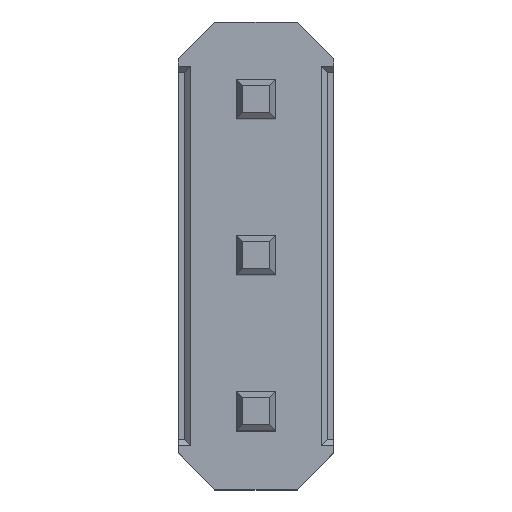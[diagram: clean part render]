
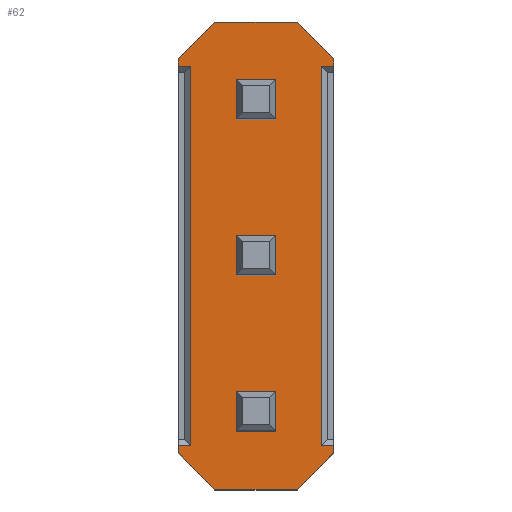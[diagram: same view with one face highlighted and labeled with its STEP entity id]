
A CAD part, top view. The second image highlights one B-rep face of the part: STEP entity #62.
In plain terms, the highlighted planar face has unit normal (0, 0, 1).
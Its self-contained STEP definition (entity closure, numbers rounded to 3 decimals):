
#62=ADVANCED_FACE('',(#750,#752,#754,#756),#758,.T.);
#750=FACE_BOUND('',#751,.T.);
#751=EDGE_LOOP('',(#1301,#1302,#1303,#1304,#1305,#1306,#1307,#1308,#1309,#1310,#1311,
#1312,#1313,#1314,#1315,#1316));
#752=FACE_BOUND('',#753,.T.);
#753=EDGE_LOOP('',(#1317,#1318,#1319,#1320));
#754=FACE_BOUND('',#755,.T.);
#755=EDGE_LOOP('',(#1321,#1322,#1323,#1324));
#756=FACE_BOUND('',#757,.T.);
#757=EDGE_LOOP('',(#1325,#1326,#1327,#1328));
#758=PLANE('',#759);
#759=AXIS2_PLACEMENT_3D('',#760,#761,#762);
#760=CARTESIAN_POINT('',(0.,0.,2.5));
#761=DIRECTION('',(0.,0.,1.));
#762=DIRECTION('',(1.,0.,0.));
#1301=ORIENTED_EDGE('',*,*,#1661,.T.);
#1302=ORIENTED_EDGE('',*,*,#1662,.T.);
#1303=ORIENTED_EDGE('',*,*,#1663,.T.);
#1304=ORIENTED_EDGE('',*,*,#1664,.T.);
#1305=ORIENTED_EDGE('',*,*,#1665,.T.);
#1306=ORIENTED_EDGE('',*,*,#1666,.T.);
#1307=ORIENTED_EDGE('',*,*,#1667,.T.);
#1308=ORIENTED_EDGE('',*,*,#1668,.T.);
#1309=ORIENTED_EDGE('',*,*,#1669,.T.);
#1310=ORIENTED_EDGE('',*,*,#1670,.T.);
#1311=ORIENTED_EDGE('',*,*,#1671,.T.);
#1312=ORIENTED_EDGE('',*,*,#1672,.T.);
#1313=ORIENTED_EDGE('',*,*,#1673,.T.);
#1314=ORIENTED_EDGE('',*,*,#1674,.T.);
#1315=ORIENTED_EDGE('',*,*,#1675,.T.);
#1316=ORIENTED_EDGE('',*,*,#1676,.T.);
#1317=ORIENTED_EDGE('',*,*,#1677,.F.);
#1318=ORIENTED_EDGE('',*,*,#1678,.F.);
#1319=ORIENTED_EDGE('',*,*,#1679,.F.);
#1320=ORIENTED_EDGE('',*,*,#1680,.F.);
#1321=ORIENTED_EDGE('',*,*,#1681,.F.);
#1322=ORIENTED_EDGE('',*,*,#1682,.F.);
#1323=ORIENTED_EDGE('',*,*,#1683,.F.);
#1324=ORIENTED_EDGE('',*,*,#1684,.F.);
#1325=ORIENTED_EDGE('',*,*,#1685,.F.);
#1326=ORIENTED_EDGE('',*,*,#1686,.F.);
#1327=ORIENTED_EDGE('',*,*,#1687,.F.);
#1328=ORIENTED_EDGE('',*,*,#1688,.F.);
#1661=EDGE_CURVE('',#1861,#1862,#1863,.F.);
#1662=EDGE_CURVE('',#1862,#1864,#1865,.F.);
#1663=EDGE_CURVE('',#1864,#1866,#1867,.F.);
#1664=EDGE_CURVE('',#1866,#1868,#1869,.T.);
#1665=EDGE_CURVE('',#1868,#1870,#1871,.T.);
#1666=EDGE_CURVE('',#1870,#1872,#1873,.T.);
#1667=EDGE_CURVE('',#1872,#1874,#1875,.T.);
#1668=EDGE_CURVE('',#1874,#1876,#1877,.T.);
#1669=EDGE_CURVE('',#1876,#1878,#1879,.F.);
#1670=EDGE_CURVE('',#1878,#1880,#1881,.F.);
#1671=EDGE_CURVE('',#1880,#1882,#1883,.F.);
#1672=EDGE_CURVE('',#1882,#1884,#1885,.T.);
#1673=EDGE_CURVE('',#1884,#1886,#1887,.T.);
#1674=EDGE_CURVE('',#1886,#1888,#1889,.T.);
#1675=EDGE_CURVE('',#1888,#1890,#1891,.T.);
#1676=EDGE_CURVE('',#1890,#1861,#1892,.T.);
#1677=EDGE_CURVE('',#1893,#1894,#1895,.T.);
#1678=EDGE_CURVE('',#1896,#1893,#1897,.T.);
#1679=EDGE_CURVE('',#1898,#1896,#1899,.T.);
#1680=EDGE_CURVE('',#1894,#1898,#1900,.T.);
#1681=EDGE_CURVE('',#1901,#1902,#1903,.T.);
#1682=EDGE_CURVE('',#1904,#1901,#1905,.T.);
#1683=EDGE_CURVE('',#1906,#1904,#1907,.T.);
#1684=EDGE_CURVE('',#1902,#1906,#1908,.T.);
#1685=EDGE_CURVE('',#1909,#1910,#1911,.T.);
#1686=EDGE_CURVE('',#1912,#1909,#1913,.T.);
#1687=EDGE_CURVE('',#1914,#1912,#1915,.T.);
#1688=EDGE_CURVE('',#1910,#1914,#1916,.T.);
#1861=VERTEX_POINT('',#2193);
#1862=VERTEX_POINT('',#2194);
#1863=LINE('',#2195,#2196);
#1864=VERTEX_POINT('',#2198);
#1865=LINE('',#2199,#2200);
#1866=VERTEX_POINT('',#2202);
#1867=LINE('',#2203,#2204);
#1868=VERTEX_POINT('',#2206);
#1869=LINE('',#2207,#2208);
#1870=VERTEX_POINT('',#2210);
#1871=LINE('',#2211,#2212);
#1872=VERTEX_POINT('',#2214);
#1873=LINE('',#2215,#2216);
#1874=VERTEX_POINT('',#2218);
#1875=LINE('',#2219,#2220);
#1876=VERTEX_POINT('',#2222);
#1877=LINE('',#2223,#2224);
#1878=VERTEX_POINT('',#2226);
#1879=LINE('',#2227,#2228);
#1880=VERTEX_POINT('',#2230);
#1881=LINE('',#2231,#2232);
#1882=VERTEX_POINT('',#2234);
#1883=LINE('',#2235,#2236);
#1884=VERTEX_POINT('',#2238);
#1885=LINE('',#2239,#2240);
#1886=VERTEX_POINT('',#2242);
#1887=LINE('',#2243,#2244);
#1888=VERTEX_POINT('',#2246);
#1889=LINE('',#2247,#2248);
#1890=VERTEX_POINT('',#2250);
#1891=LINE('',#2251,#2252);
#1892=LINE('',#2254,#2255);
#1893=VERTEX_POINT('',#2257);
#1894=VERTEX_POINT('',#2258);
#1895=LINE('',#2259,#2260);
#1896=VERTEX_POINT('',#2262);
#1897=LINE('',#2263,#2264);
#1898=VERTEX_POINT('',#2266);
#1899=LINE('',#2267,#2268);
#1900=LINE('',#2270,#2271);
#1901=VERTEX_POINT('',#2273);
#1902=VERTEX_POINT('',#2274);
#1903=LINE('',#2275,#2276);
#1904=VERTEX_POINT('',#2278);
#1905=LINE('',#2279,#2280);
#1906=VERTEX_POINT('',#2282);
#1907=LINE('',#2283,#2284);
#1908=LINE('',#2286,#2287);
#1909=VERTEX_POINT('',#2289);
#1910=VERTEX_POINT('',#2290);
#1911=LINE('',#2291,#2292);
#1912=VERTEX_POINT('',#2294);
#1913=LINE('',#2295,#2296);
#1914=VERTEX_POINT('',#2298);
#1915=LINE('',#2299,#2300);
#1916=LINE('',#2302,#2303);
#2193=CARTESIAN_POINT('',(-1.27,5.63,2.5));
#2194=CARTESIAN_POINT('',(-1.07,5.63,2.5));
#2195=CARTESIAN_POINT('',(-1.07,5.63,2.5));
#2196=VECTOR('',#2197,1.);
#2197=DIRECTION('',(-1.,0.,0.));
#2198=CARTESIAN_POINT('',(-1.07,-0.55,2.5));
#2199=CARTESIAN_POINT('',(-1.07,-0.55,2.5));
#2200=VECTOR('',#2201,1.);
#2201=DIRECTION('',(0.,1.,0.));
#2202=CARTESIAN_POINT('',(-1.27,-0.55,2.5));
#2203=CARTESIAN_POINT('',(-1.27,-0.55,2.5));
#2204=VECTOR('',#2205,1.);
#2205=DIRECTION('',(1.,0.,0.));
#2206=CARTESIAN_POINT('',(-1.27,-0.67,2.5));
#2207=CARTESIAN_POINT('',(-1.27,-0.55,2.5));
#2208=VECTOR('',#2209,1.);
#2209=DIRECTION('',(0.,-1.,0.));
#2210=CARTESIAN_POINT('',(-0.67,-1.27,2.5));
#2211=CARTESIAN_POINT('',(-1.27,-0.67,2.5));
#2212=VECTOR('',#2213,1.);
#2213=DIRECTION('',(0.707,-0.707,0.));
#2214=CARTESIAN_POINT('',(0.67,-1.27,2.5));
#2215=CARTESIAN_POINT('',(-0.67,-1.27,2.5));
#2216=VECTOR('',#2217,1.);
#2217=DIRECTION('',(1.,0.,0.));
#2218=CARTESIAN_POINT('',(1.27,-0.67,2.5));
#2219=CARTESIAN_POINT('',(0.67,-1.27,2.5));
#2220=VECTOR('',#2221,1.);
#2221=DIRECTION('',(0.707,0.707,0.));
#2222=CARTESIAN_POINT('',(1.27,-0.55,2.5));
#2223=CARTESIAN_POINT('',(1.27,-0.67,2.5));
#2224=VECTOR('',#2225,1.);
#2225=DIRECTION('',(0.,1.,0.));
#2226=CARTESIAN_POINT('',(1.071,-0.55,2.5));
#2227=CARTESIAN_POINT('',(1.071,-0.55,2.5));
#2228=VECTOR('',#2229,1.);
#2229=DIRECTION('',(1.,0.,0.));
#2230=CARTESIAN_POINT('',(1.071,5.63,2.5));
#2231=CARTESIAN_POINT('',(1.071,5.63,2.5));
#2232=VECTOR('',#2233,1.);
#2233=DIRECTION('',(0.,-1.,0.));
#2234=CARTESIAN_POINT('',(1.27,5.63,2.5));
#2235=CARTESIAN_POINT('',(1.27,5.63,2.5));
#2236=VECTOR('',#2237,1.);
#2237=DIRECTION('',(-1.,0.,0.));
#2238=CARTESIAN_POINT('',(1.27,5.75,2.5));
#2239=CARTESIAN_POINT('',(1.27,5.63,2.5));
#2240=VECTOR('',#2241,1.);
#2241=DIRECTION('',(0.,1.,0.));
#2242=CARTESIAN_POINT('',(0.67,6.35,2.5));
#2243=CARTESIAN_POINT('',(1.27,5.75,2.5));
#2244=VECTOR('',#2245,1.);
#2245=DIRECTION('',(-0.707,0.707,0.));
#2246=CARTESIAN_POINT('',(-0.67,6.35,2.5));
#2247=CARTESIAN_POINT('',(0.67,6.35,2.5));
#2248=VECTOR('',#2249,1.);
#2249=DIRECTION('',(-1.,0.,0.));
#2250=CARTESIAN_POINT('',(-1.27,5.75,2.5));
#2251=CARTESIAN_POINT('',(-0.67,6.35,2.5));
#2252=VECTOR('',#2253,1.);
#2253=DIRECTION('',(-0.707,-0.707,0.));
#2254=CARTESIAN_POINT('',(-1.27,5.75,2.5));
#2255=VECTOR('',#2256,1.);
#2256=DIRECTION('',(0.,-1.,0.));
#2257=CARTESIAN_POINT('',(-0.32,4.76,2.5));
#2258=CARTESIAN_POINT('',(0.32,4.76,2.5));
#2259=CARTESIAN_POINT('',(-0.32,4.76,2.5));
#2260=VECTOR('',#2261,1.);
#2261=DIRECTION('',(1.,0.,0.));
#2262=CARTESIAN_POINT('',(-0.32,5.4,2.5));
#2263=CARTESIAN_POINT('',(-0.32,5.4,2.5));
#2264=VECTOR('',#2265,1.);
#2265=DIRECTION('',(0.,-1.,0.));
#2266=CARTESIAN_POINT('',(0.32,5.4,2.5));
#2267=CARTESIAN_POINT('',(0.32,5.4,2.5));
#2268=VECTOR('',#2269,1.);
#2269=DIRECTION('',(-1.,0.,0.));
#2270=CARTESIAN_POINT('',(0.32,4.76,2.5));
#2271=VECTOR('',#2272,1.);
#2272=DIRECTION('',(0.,1.,0.));
#2273=CARTESIAN_POINT('',(0.32,0.32,2.5));
#2274=CARTESIAN_POINT('',(-0.32,0.32,2.5));
#2275=CARTESIAN_POINT('',(0.32,0.32,2.5));
#2276=VECTOR('',#2277,1.);
#2277=DIRECTION('',(-1.,0.,0.));
#2278=CARTESIAN_POINT('',(0.32,-0.32,2.5));
#2279=CARTESIAN_POINT('',(0.32,-0.32,2.5));
#2280=VECTOR('',#2281,1.);
#2281=DIRECTION('',(0.,1.,0.));
#2282=CARTESIAN_POINT('',(-0.32,-0.32,2.5));
#2283=CARTESIAN_POINT('',(-0.32,-0.32,2.5));
#2284=VECTOR('',#2285,1.);
#2285=DIRECTION('',(1.,0.,0.));
#2286=CARTESIAN_POINT('',(-0.32,0.32,2.5));
#2287=VECTOR('',#2288,1.);
#2288=DIRECTION('',(0.,-1.,0.));
#2289=CARTESIAN_POINT('',(0.32,2.22,2.5));
#2290=CARTESIAN_POINT('',(0.32,2.86,2.5));
#2291=CARTESIAN_POINT('',(0.32,2.22,2.5));
#2292=VECTOR('',#2293,1.);
#2293=DIRECTION('',(0.,1.,0.));
#2294=CARTESIAN_POINT('',(-0.32,2.22,2.5));
#2295=CARTESIAN_POINT('',(-0.32,2.22,2.5));
#2296=VECTOR('',#2297,1.);
#2297=DIRECTION('',(1.,0.,0.));
#2298=CARTESIAN_POINT('',(-0.32,2.86,2.5));
#2299=CARTESIAN_POINT('',(-0.32,2.86,2.5));
#2300=VECTOR('',#2301,1.);
#2301=DIRECTION('',(0.,-1.,0.));
#2302=CARTESIAN_POINT('',(0.32,2.86,2.5));
#2303=VECTOR('',#2304,1.);
#2304=DIRECTION('',(-1.,0.,0.));
